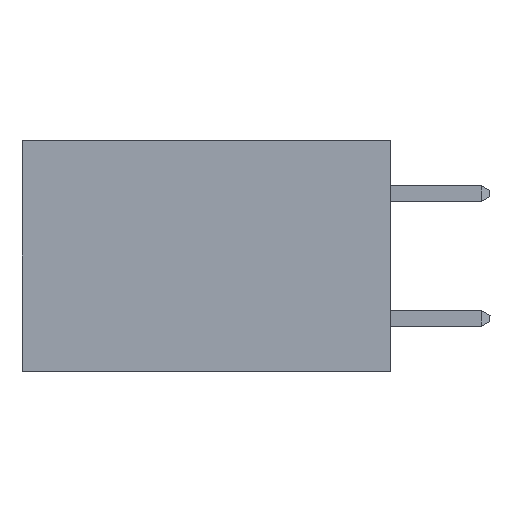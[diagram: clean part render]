
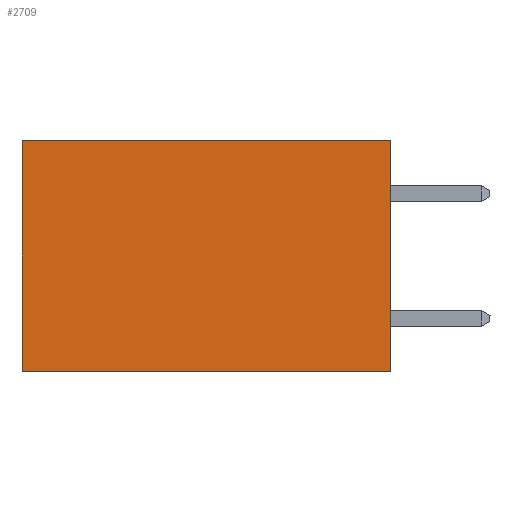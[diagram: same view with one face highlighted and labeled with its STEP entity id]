
A CAD part, left-side view. The second image highlights one B-rep face of the part: STEP entity #2709.
In plain terms, the highlighted planar face has unit normal (-1, 0, 0).
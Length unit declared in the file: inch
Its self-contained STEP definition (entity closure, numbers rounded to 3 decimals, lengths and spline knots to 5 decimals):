
#4 = VERTEX_POINT ( 'NONE', #3979 ) ;
#440 = EDGE_LOOP ( 'NONE', ( #644, #6237, #5701, #2626 ) ) ;
#600 = CARTESIAN_POINT ( 'NONE',  ( 0.277, 0.59, 0. ) ) ;
#644 = ORIENTED_EDGE ( 'NONE', *, *, #8924, .T. ) ;
#873 = DIRECTION ( 'NONE',  ( 0., 1., 0. ) ) ;
#945 = DIRECTION ( 'NONE',  ( 0., 1., 0. ) ) ;
#1018 = CARTESIAN_POINT ( 'NONE',  ( 0.277, 0., 0. ) ) ;
#1087 = CARTESIAN_POINT ( 'NONE',  ( 0.277, 0., 0. ) ) ;
#1153 = CARTESIAN_POINT ( 'NONE',  ( 0.277, 0., -0.37 ) ) ;
#1891 = AXIS2_PLACEMENT_3D ( 'NONE', #6372, #6227, #6196 ) ;
#1988 = VERTEX_POINT ( 'NONE', #1153 ) ;
#2626 = ORIENTED_EDGE ( 'NONE', *, *, #5504, .T. ) ;
#2709 = ADVANCED_FACE ( 'NONE', ( #8865 ), #6288, .F. ) ;
#3442 = LINE ( 'NONE', #7906, #6799 ) ;
#3700 = EDGE_CURVE ( 'NONE', #8430, #1988, #3442, .T. ) ;
#3706 = DIRECTION ( 'NONE',  ( 0., 0., -1. ) ) ;
#3772 = VECTOR ( 'NONE', #945, 39.37008 ) ;
#3979 = CARTESIAN_POINT ( 'NONE',  ( 0.277, 0.59, -0.37 ) ) ;
#4079 = CARTESIAN_POINT ( 'NONE',  ( 0.277, 0., -0.37 ) ) ;
#4963 = LINE ( 'NONE', #7671, #8238 ) ;
#5034 = EDGE_CURVE ( 'NONE', #1988, #4, #7086, .T. ) ;
#5108 = VERTEX_POINT ( 'NONE', #600 ) ;
#5326 = VECTOR ( 'NONE', #873, 39.37008 ) ;
#5504 = EDGE_CURVE ( 'NONE', #8430, #5108, #5548, .T. ) ;
#5548 = LINE ( 'NONE', #1018, #3772 ) ;
#5701 = ORIENTED_EDGE ( 'NONE', *, *, #3700, .F. ) ;
#6196 = DIRECTION ( 'NONE',  ( 0., 0., -1. ) ) ;
#6227 = DIRECTION ( 'NONE',  ( 1., 0., 0. ) ) ;
#6237 = ORIENTED_EDGE ( 'NONE', *, *, #5034, .F. ) ;
#6288 = PLANE ( 'NONE',  #1891 ) ;
#6372 = CARTESIAN_POINT ( 'NONE',  ( 0.277, 0., -0.37 ) ) ;
#6799 = VECTOR ( 'NONE', #7878, 39.37008 ) ;
#7086 = LINE ( 'NONE', #4079, #5326 ) ;
#7671 = CARTESIAN_POINT ( 'NONE',  ( 0.277, 0.59, -0.37 ) ) ;
#7878 = DIRECTION ( 'NONE',  ( 0., 0., -1. ) ) ;
#7906 = CARTESIAN_POINT ( 'NONE',  ( 0.277, 0., -0.37 ) ) ;
#8238 = VECTOR ( 'NONE', #3706, 39.37008 ) ;
#8430 = VERTEX_POINT ( 'NONE', #1087 ) ;
#8865 = FACE_OUTER_BOUND ( 'NONE', #440, .T. ) ;
#8924 = EDGE_CURVE ( 'NONE', #5108, #4, #4963, .T. ) ;
